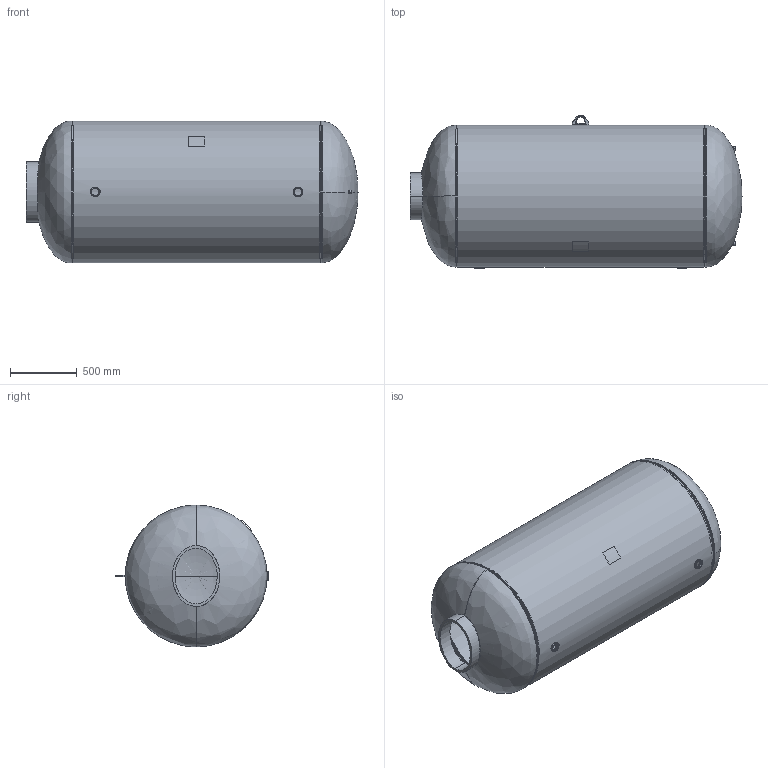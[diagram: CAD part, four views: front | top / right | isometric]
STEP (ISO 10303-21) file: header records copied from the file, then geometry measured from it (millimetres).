
FILE_DESCRIPTION (( 'STEP AP203' ), '1' );
FILE_NAME ('42NA96.STEP', '2019-12-18T18:36:10', ( '' ), ( '' ), 'SwSTEP 2.0', 'SolidWorks 2019', '' );
FILE_SCHEMA (( 'CONFIG_CONTROL_DESIGN' ));
Length unit declared in the file: inch
Products named in the file (9): 42NA96; 9200230; Manways_9700035; 9600830_42" HORIZ; 99B0071; 9400542; Couplings_9500557; 9500080
Assembly tree (10 placements, depth 2):
  42NA96
    99B0071
    9200230
    9200230
    Couplings_9500557  x2
    9500080  x2
    Manways_9700035
    9400542
    9600830_42" HORIZ
Bounding box: 2495.79 x 1155.27 x 1066.8 mm (x, y, z)
Volume: 49107286.6 mm3; surface area: 17858675 mm2
Topology: 10 solids, 10 shells, 206 faces, 458 edges, 270 vertices
Faces by surface type: cylinder 74, torus 44, plane 38, cone 32, bspline 18
Full cylindrical faces by diameter (mm): 1055.624 x1, 1066.343 x1
Entity records: 9755 total; most frequent: CARTESIAN_POINT 4673, DIRECTION 924, ORIENTED_EDGE 812, EDGE_CURVE 406, AXIS2_PLACEMENT_3D 393, VERTEX_POINT 238, CIRCLE 216, EDGE_LOOP 198
